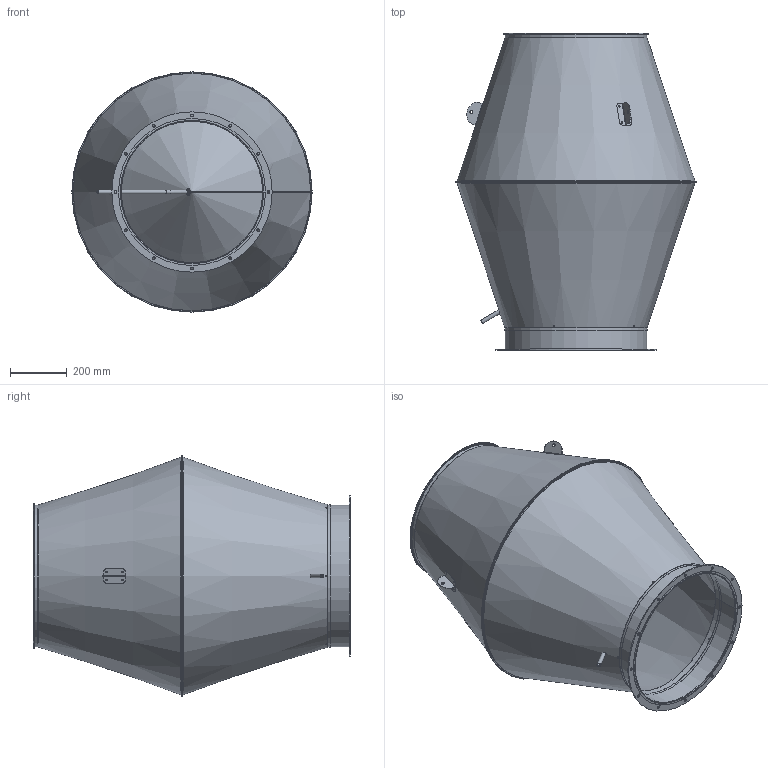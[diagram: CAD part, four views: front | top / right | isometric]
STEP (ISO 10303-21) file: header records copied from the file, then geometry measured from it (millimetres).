
FILE_DESCRIPTION(/* description */ ('Underdel HJHF'),/* implementation_level */ '2;1');
FILE_NAME(/* name */ 'HJHF-05.stp',/* time_stamp */ '2016-04-01T09:17:29+02:00',/* author */ ('CAD'),/* organization */ (''),/* preprocessor_version */ 'ST-DEVELOPER v15.6',/* originating_system */ 'Autodesk Inventor 2015',/* authorisation */ '');
FILE_SCHEMA (('AUTOMOTIVE_DESIGN { 1 0 10303 214 3 1 1 }'));
Length unit declared in the file: millimetre
Products named in the file (12): HJH-AA-23; HJH-AB-14; HJH-AC-08; HJH-AD-08; HML-HFS-500; Slang-HJH-500; Slangklämma; BlindnitmutterM6; HFS-500; HNGN-500; HJH-Lyftögla; HJHF-05
Bounding box: 851.3 x 1120.9 x 851.3 mm (x, y, z)
Volume: 2608994.4 mm3; surface area: 6673561.9 mm2
Topology: 24 solids, 24 shells, 408 faces, 905 edges, 531 vertices
Faces by surface type: plane 206, cylinder 134, cone 38, torus 24, bspline 6
Full cylindrical faces by diameter (mm): 5 x12, 10 x21, 14 x2, 500 x1, 500.5 x1, 501.5 x1, 501.8 x1, 501.9 x2, 503.3 x1, 507 x1, 510 x1, 520 x1, 567 x1, 838 x2, 839.4 x2, 840 x1, 848 x1
Entity records: 7769 total; most frequent: CARTESIAN_POINT 1792, DIRECTION 1256, ORIENTED_EDGE 1028, EDGE_CURVE 514, AXIS2_PLACEMENT_3D 509, VERTEX_POINT 312, EDGE_LOOP 306, CIRCLE 244
